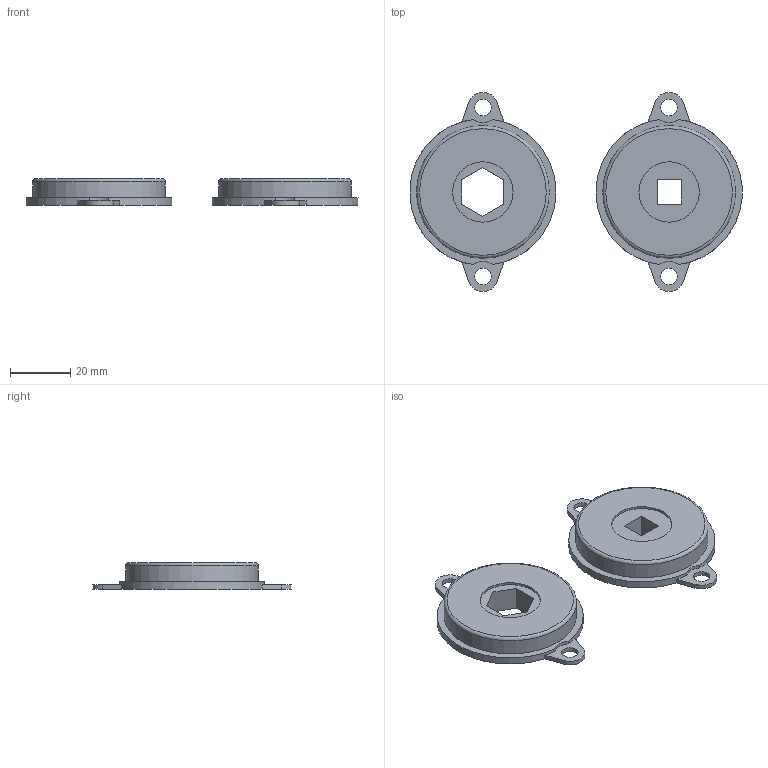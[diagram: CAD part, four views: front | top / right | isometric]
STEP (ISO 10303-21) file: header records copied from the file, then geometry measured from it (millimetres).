
FILE_DESCRIPTION(/* description */ (''),/* implementation_level */ '2;1');
FILE_NAME(/* name */ 'Rotary damper Disk Type.step',/* time_stamp */ '2019-05-23T10:21:13+08:00',/* author */ (''),/* organization */ (''),/* preprocessor_version */ 'ST-DEVELOPER v18',/* originating_system */ 'Autodesk Translation Framework v8.2.0.1029',/* authorisation */ '');
FILE_SCHEMA (('AUTOMOTIVE_DESIGN { 1 0 10303 214 3 1 1 }'));
Length unit declared in the file: millimetre
Products named in the file (1): 0.5NM旋转阻尼器
Bounding box: 110.07 x 65.97 x 8.8 mm (x, y, z)
Volume: 26331.3 mm3; surface area: 10744.2 mm2
Topology: 2 solids, 2 shells, 52 faces, 130 edges, 86 vertices
Faces by surface type: plane 30, cylinder 20, torus 2
Full cylindrical faces by diameter (mm): 5.5 x4, 20 x2, 44 x2
Entity records: 1626 total; most frequent: DIRECTION 288, CARTESIAN_POINT 269, ORIENTED_EDGE 260, EDGE_CURVE 130, AXIS2_PLACEMENT_3D 105, VERTEX_POINT 86, LINE 78, VECTOR 78
